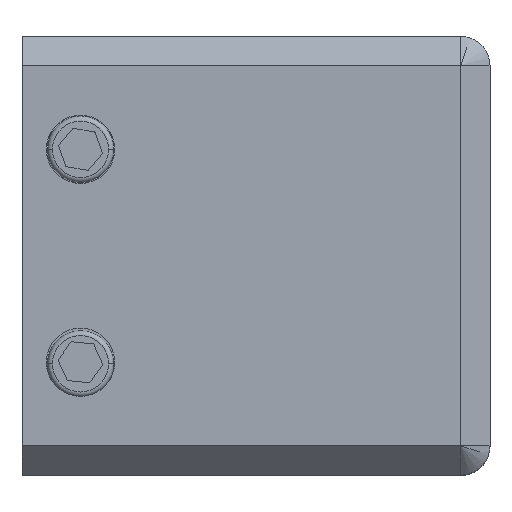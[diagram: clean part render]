
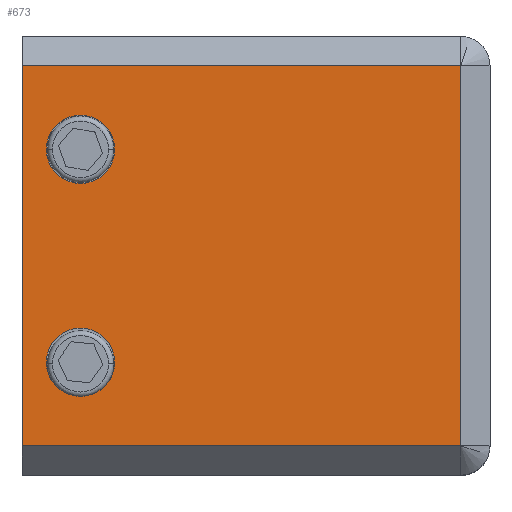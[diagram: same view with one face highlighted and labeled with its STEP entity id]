
A CAD part, top view. The second image highlights one B-rep face of the part: STEP entity #673.
In plain terms, the highlighted planar face has unit normal (0, 0, 1).
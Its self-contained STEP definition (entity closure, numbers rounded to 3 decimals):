
#46 = ORIENTED_EDGE ( 'NONE', *, *, #2235, .F. ) ;
#85 = CARTESIAN_POINT ( 'NONE',  ( -48., -39., 13.5 ) ) ;
#89 = CARTESIAN_POINT ( 'NONE',  ( 0., 0., 13.5 ) ) ;
#145 = CARTESIAN_POINT ( 'NONE',  ( -45.5, -10.919, 13.5 ) ) ;
#229 = VECTOR ( 'NONE', #261, 1000. ) ;
#240 = VERTEX_POINT ( 'NONE', #738 ) ;
#245 = AXIS2_PLACEMENT_3D ( 'NONE', #2158, #2408, #1517 ) ;
#261 = DIRECTION ( 'NONE',  ( -1., 0., 0. ) ) ;
#291 = EDGE_LOOP ( 'NONE', ( #464, #2891 ) ) ;
#297 = CIRCLE ( 'NONE', #1991, 3.5 ) ;
#315 = CIRCLE ( 'NONE', #245, 3.5 ) ;
#318 = CARTESIAN_POINT ( 'NONE',  ( -38.5, -10.919, 13.5 ) ) ;
#353 = DIRECTION ( 'NONE',  ( 0., 1., 0. ) ) ;
#431 = AXIS2_PLACEMENT_3D ( 'NONE', #2136, #3336, #879 ) ;
#464 = ORIENTED_EDGE ( 'NONE', *, *, #1771, .F. ) ;
#510 = LINE ( 'NONE', #2933, #2585 ) ;
#551 = VERTEX_POINT ( 'NONE', #318 ) ;
#567 = LINE ( 'NONE', #1811, #229 ) ;
#631 = CARTESIAN_POINT ( 'NONE',  ( -42., -10.919, 13.5 ) ) ;
#633 = CIRCLE ( 'NONE', #3513, 3.5 ) ;
#667 = DIRECTION ( 'NONE',  ( 1., 0., 0. ) ) ;
#673 = ADVANCED_FACE ( 'NONE', ( #1454, #3627, #2714 ), #1623, .T. ) ;
#736 = VERTEX_POINT ( 'NONE', #1331 ) ;
#738 = CARTESIAN_POINT ( 'NONE',  ( -48., -19.5, 13.5 ) ) ;
#812 = CARTESIAN_POINT ( 'NONE',  ( -3., -19.5, 13.5 ) ) ;
#879 = DIRECTION ( 'NONE',  ( 1., 0., 0. ) ) ;
#887 = VECTOR ( 'NONE', #3868, 1000. ) ;
#953 = DIRECTION ( 'NONE',  ( 0., 0., 1. ) ) ;
#1237 = EDGE_CURVE ( 'NONE', #240, #3968, #3161, .T. ) ;
#1301 = DIRECTION ( 'NONE',  ( 0., 0., 1. ) ) ;
#1331 = CARTESIAN_POINT ( 'NONE',  ( -45.5, 10.919, 13.5 ) ) ;
#1368 = ORIENTED_EDGE ( 'NONE', *, *, #1643, .T. ) ;
#1393 = VERTEX_POINT ( 'NONE', #145 ) ;
#1454 = FACE_BOUND ( 'NONE', #291, .T. ) ;
#1517 = DIRECTION ( 'NONE',  ( 1., 0., 0. ) ) ;
#1623 = PLANE ( 'NONE',  #2599 ) ;
#1643 = EDGE_CURVE ( 'NONE', #2857, #2731, #510, .T. ) ;
#1645 = EDGE_CURVE ( 'NONE', #240, #2857, #2986, .T. ) ;
#1683 = DIRECTION ( 'NONE',  ( 1., 0., 0. ) ) ;
#1771 = EDGE_CURVE ( 'NONE', #3600, #736, #4039, .T. ) ;
#1790 = EDGE_CURVE ( 'NONE', #2731, #3968, #567, .T. ) ;
#1811 = CARTESIAN_POINT ( 'NONE',  ( -48., 19.5, 13.5 ) ) ;
#1850 = ORIENTED_EDGE ( 'NONE', *, *, #1790, .T. ) ;
#1932 = DIRECTION ( 'NONE',  ( 1., 0., 0. ) ) ;
#1934 = EDGE_CURVE ( 'NONE', #1393, #551, #297, .T. ) ;
#1991 = AXIS2_PLACEMENT_3D ( 'NONE', #631, #1301, #1932 ) ;
#2108 = ORIENTED_EDGE ( 'NONE', *, *, #1645, .T. ) ;
#2136 = CARTESIAN_POINT ( 'NONE',  ( -42., 10.919, 13.5 ) ) ;
#2158 = CARTESIAN_POINT ( 'NONE',  ( -42., 10.919, 13.5 ) ) ;
#2235 = EDGE_CURVE ( 'NONE', #551, #1393, #633, .T. ) ;
#2408 = DIRECTION ( 'NONE',  ( 0., 0., 1. ) ) ;
#2508 = CARTESIAN_POINT ( 'NONE',  ( -3., 19.5, 13.5 ) ) ;
#2585 = VECTOR ( 'NONE', #3943, 1000. ) ;
#2599 = AXIS2_PLACEMENT_3D ( 'NONE', #89, #2921, #1683 ) ;
#2714 = FACE_OUTER_BOUND ( 'NONE', #3534, .T. ) ;
#2731 = VERTEX_POINT ( 'NONE', #2508 ) ;
#2804 = VECTOR ( 'NONE', #353, 1000. ) ;
#2857 = VERTEX_POINT ( 'NONE', #812 ) ;
#2891 = ORIENTED_EDGE ( 'NONE', *, *, #3020, .F. ) ;
#2921 = DIRECTION ( 'NONE',  ( 0., 0., 1. ) ) ;
#2933 = CARTESIAN_POINT ( 'NONE',  ( -3., 19.5, 13.5 ) ) ;
#2986 = LINE ( 'NONE', #3566, #887 ) ;
#3020 = EDGE_CURVE ( 'NONE', #736, #3600, #315, .T. ) ;
#3149 = CARTESIAN_POINT ( 'NONE',  ( -42., -10.919, 13.5 ) ) ;
#3161 = LINE ( 'NONE', #85, #2804 ) ;
#3336 = DIRECTION ( 'NONE',  ( 0., 0., 1. ) ) ;
#3418 = ORIENTED_EDGE ( 'NONE', *, *, #1237, .F. ) ;
#3513 = AXIS2_PLACEMENT_3D ( 'NONE', #3149, #953, #667 ) ;
#3534 = EDGE_LOOP ( 'NONE', ( #3418, #2108, #1368, #1850 ) ) ;
#3561 = CARTESIAN_POINT ( 'NONE',  ( -38.5, 10.919, 13.5 ) ) ;
#3566 = CARTESIAN_POINT ( 'NONE',  ( -3., -19.5, 13.5 ) ) ;
#3574 = CARTESIAN_POINT ( 'NONE',  ( -48., 19.5, 13.5 ) ) ;
#3600 = VERTEX_POINT ( 'NONE', #3561 ) ;
#3627 = FACE_BOUND ( 'NONE', #3805, .T. ) ;
#3638 = ORIENTED_EDGE ( 'NONE', *, *, #1934, .F. ) ;
#3805 = EDGE_LOOP ( 'NONE', ( #46, #3638 ) ) ;
#3868 = DIRECTION ( 'NONE',  ( 1., 0., 0. ) ) ;
#3943 = DIRECTION ( 'NONE',  ( 0., 1., 0. ) ) ;
#3968 = VERTEX_POINT ( 'NONE', #3574 ) ;
#4039 = CIRCLE ( 'NONE', #431, 3.5 ) ;
